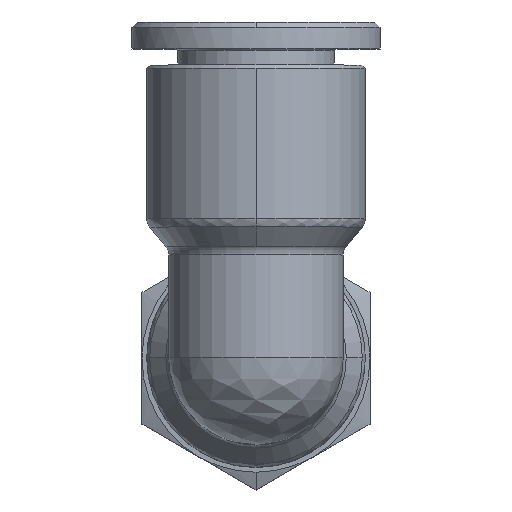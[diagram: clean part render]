
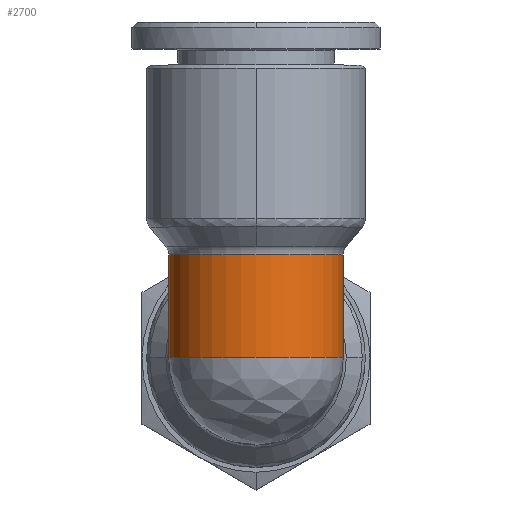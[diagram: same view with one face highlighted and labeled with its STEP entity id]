
A CAD part, top view. The second image highlights one B-rep face of the part: STEP entity #2700.
In plain terms, the highlighted cylindrical face has radius 6.5 mm (diameter 13 mm), a partial arc.
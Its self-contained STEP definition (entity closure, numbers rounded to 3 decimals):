
#133 = EDGE_CURVE ( 'NONE', #15860, #9101, #9770, .T. ) ;
#407 = CARTESIAN_POINT ( 'NONE',  ( -5.877, -6.5, -3.357 ) ) ;
#419 = CARTESIAN_POINT ( 'NONE',  ( -1.592, 1., -6.423 ) ) ;
#813 =( BOUNDED_CURVE ( )  B_SPLINE_CURVE ( 3, ( #15015, #12511, #4851, #12403 ),
 .UNSPECIFIED., .F., .T. ) 
 B_SPLINE_CURVE_WITH_KNOTS ( ( 4, 4 ),
 ( 4.712, 6.129 ),
 .UNSPECIFIED. ) 
 CURVE ( )  GEOMETRIC_REPRESENTATION_ITEM ( )  RATIONAL_B_SPLINE_CURVE ( ( 1., 0.84, 0.84, 1. ) ) 
 REPRESENTATION_ITEM ( '' )  );
#1020 = CARTESIAN_POINT ( 'NONE',  ( -2.811, 1., -6.423 ) ) ;
#1047 = LINE ( 'NONE', #5492, #8057 ) ;
#1205 = DIRECTION ( 'NONE',  ( 1., 0., 0. ) ) ;
#1338 = CARTESIAN_POINT ( 'NONE',  ( -3.327, -4.317, -5.906 ) ) ;
#1504 = DIRECTION ( 'NONE',  ( -1., 0., 0. ) ) ;
#1505 = CARTESIAN_POINT ( 'NONE',  ( -1.592, 6.5, 0. ) ) ;
#1511 = CARTESIAN_POINT ( 'NONE',  ( -9.233, 6.5, 0. ) ) ;
#1518 = ORIENTED_EDGE ( 'NONE', *, *, #7515, .T. ) ;
#1939 = CARTESIAN_POINT ( 'NONE',  ( -3.233, 1., -6.423 ) ) ;
#2265 = AXIS2_PLACEMENT_3D ( 'NONE', #9947, #12493, #2483 ) ;
#2364 = VERTEX_POINT ( 'NONE', #2818 ) ;
#2483 = DIRECTION ( 'NONE',  ( 0., 0., -1. ) ) ;
#2700 = ADVANCED_FACE ( 'NONE', ( #12192 ), #10586, .T. ) ;
#2818 = CARTESIAN_POINT ( 'NONE',  ( -1.592, -1., -6.423 ) ) ;
#2856 = AXIS2_PLACEMENT_3D ( 'NONE', #12500, #4997, #11228 ) ;
#3202 = ORIENTED_EDGE ( 'NONE', *, *, #10739, .T. ) ;
#3448 = EDGE_CURVE ( 'NONE', #9507, #9885, #813, .T. ) ;
#3784 = CARTESIAN_POINT ( 'NONE',  ( -2.811, -1., -6.423 ) ) ;
#3807 = EDGE_CURVE ( 'NONE', #9885, #5443, #10557, .T. ) ;
#4085 = CARTESIAN_POINT ( 'NONE',  ( -5.233, 0., 0. ) ) ;
#4122 = EDGE_CURVE ( 'NONE', #13240, #11422, #6812, .T. ) ;
#4514 = DIRECTION ( 'NONE',  ( 1., 0., 0. ) ) ;
#4669 = CARTESIAN_POINT ( 'NONE',  ( -9.233, -6.5, 0. ) ) ;
#4851 = CARTESIAN_POINT ( 'NONE',  ( -3.327, 4.317, -5.906 ) ) ;
#4997 = DIRECTION ( 'NONE',  ( -1., 0., 0. ) ) ;
#5066 = ORIENTED_EDGE ( 'NONE', *, *, #133, .F. ) ;
#5443 = VERTEX_POINT ( 'NONE', #419 ) ;
#5492 = CARTESIAN_POINT ( 'NONE',  ( -5.233, -1., -6.423 ) ) ;
#6304 = CARTESIAN_POINT ( 'NONE',  ( -1.592, 0., 0. ) ) ;
#6598 = CARTESIAN_POINT ( 'NONE',  ( -2.811, -1., -6.423 ) ) ;
#6812 = CIRCLE ( 'NONE', #2265, 6.5 ) ;
#7096 = ORIENTED_EDGE ( 'NONE', *, *, #4122, .T. ) ;
#7283 = EDGE_CURVE ( 'NONE', #11422, #5443, #13181, .T. ) ;
#7515 = EDGE_CURVE ( 'NONE', #15860, #2364, #1047, .T. ) ;
#7893 = AXIS2_PLACEMENT_3D ( 'NONE', #4085, #11514, #12995 ) ;
#8057 = VECTOR ( 'NONE', #14166, 1000. ) ;
#8189 = CIRCLE ( 'NONE', #14128, 6.5 ) ;
#9101 = VERTEX_POINT ( 'NONE', #11628 ) ;
#9507 = VERTEX_POINT ( 'NONE', #1511 ) ;
#9770 =( BOUNDED_CURVE ( )  B_SPLINE_CURVE ( 3, ( #3784, #1338, #407, #4669 ),
 .UNSPECIFIED., .F., .T. ) 
 B_SPLINE_CURVE_WITH_KNOTS ( ( 4, 4 ),
 ( 0.154, 1.571 ),
 .UNSPECIFIED. ) 
 CURVE ( )  GEOMETRIC_REPRESENTATION_ITEM ( )  RATIONAL_B_SPLINE_CURVE ( ( 1., 0.84, 0.84, 1. ) ) 
 REPRESENTATION_ITEM ( '' )  );
#9885 = VERTEX_POINT ( 'NONE', #1020 ) ;
#9914 = DIRECTION ( 'NONE',  ( 0., 0., -1. ) ) ;
#9947 = CARTESIAN_POINT ( 'NONE',  ( -1.592, 0., 0. ) ) ;
#10312 = EDGE_LOOP ( 'NONE', ( #14237, #3202, #5066, #1518, #11800, #7096, #12556, #10326 ) ) ;
#10326 = ORIENTED_EDGE ( 'NONE', *, *, #3807, .F. ) ;
#10557 = LINE ( 'NONE', #1939, #13503 ) ;
#10586 = CYLINDRICAL_SURFACE ( 'NONE', #7893, 6.5 ) ;
#10739 = EDGE_CURVE ( 'NONE', #9507, #9101, #8189, .T. ) ;
#11228 = DIRECTION ( 'NONE',  ( 0., 0., -1. ) ) ;
#11242 = CARTESIAN_POINT ( 'NONE',  ( -9.233, 0., 0. ) ) ;
#11422 = VERTEX_POINT ( 'NONE', #1505 ) ;
#11514 = DIRECTION ( 'NONE',  ( 1., 0., 0. ) ) ;
#11628 = CARTESIAN_POINT ( 'NONE',  ( -9.233, -6.5, 0. ) ) ;
#11800 = ORIENTED_EDGE ( 'NONE', *, *, #15233, .T. ) ;
#12192 = FACE_OUTER_BOUND ( 'NONE', #10312, .T. ) ;
#12403 = CARTESIAN_POINT ( 'NONE',  ( -2.811, 1., -6.423 ) ) ;
#12493 = DIRECTION ( 'NONE',  ( -1., 0., 0. ) ) ;
#12500 = CARTESIAN_POINT ( 'NONE',  ( -1.592, 0., 0. ) ) ;
#12511 = CARTESIAN_POINT ( 'NONE',  ( -5.877, 6.5, -3.357 ) ) ;
#12556 = ORIENTED_EDGE ( 'NONE', *, *, #7283, .T. ) ;
#12706 = CIRCLE ( 'NONE', #15667, 6.5 ) ;
#12995 = DIRECTION ( 'NONE',  ( 0., 0., -1. ) ) ;
#13181 = CIRCLE ( 'NONE', #2856, 6.5 ) ;
#13240 = VERTEX_POINT ( 'NONE', #14874 ) ;
#13503 = VECTOR ( 'NONE', #4514, 1000. ) ;
#13957 = DIRECTION ( 'NONE',  ( 0., 0., -1. ) ) ;
#14128 = AXIS2_PLACEMENT_3D ( 'NONE', #11242, #1205, #9914 ) ;
#14166 = DIRECTION ( 'NONE',  ( 1., 0., 0. ) ) ;
#14237 = ORIENTED_EDGE ( 'NONE', *, *, #3448, .F. ) ;
#14874 = CARTESIAN_POINT ( 'NONE',  ( -1.592, -6.5, 0. ) ) ;
#15015 = CARTESIAN_POINT ( 'NONE',  ( -9.233, 6.5, 0. ) ) ;
#15233 = EDGE_CURVE ( 'NONE', #2364, #13240, #12706, .T. ) ;
#15667 = AXIS2_PLACEMENT_3D ( 'NONE', #6304, #1504, #13957 ) ;
#15860 = VERTEX_POINT ( 'NONE', #6598 ) ;
